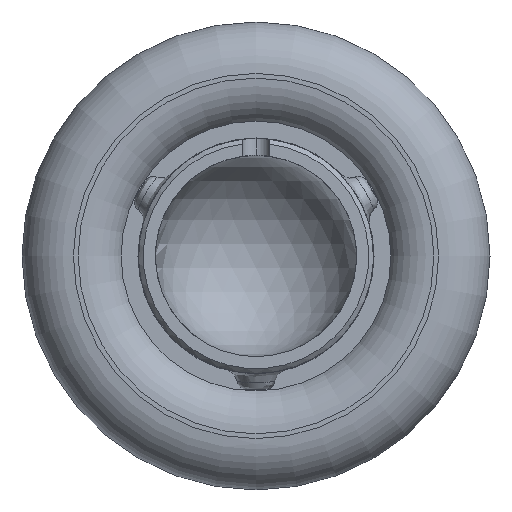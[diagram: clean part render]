
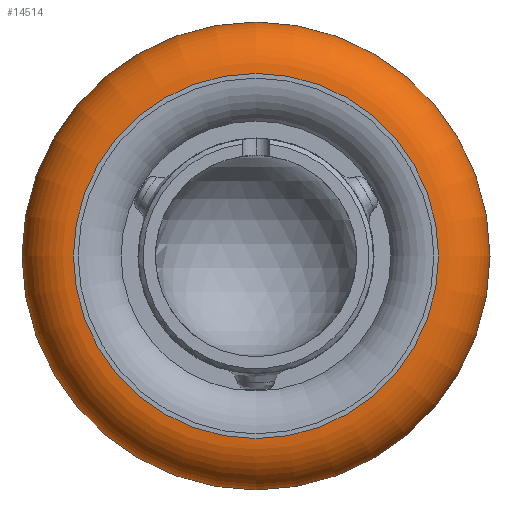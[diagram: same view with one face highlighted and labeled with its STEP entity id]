
A CAD part, front view. The second image highlights one B-rep face of the part: STEP entity #14514.
In plain terms, the highlighted toroidal (fillet/blend) face has major radius 19.5 mm and minor radius 5.5 mm.
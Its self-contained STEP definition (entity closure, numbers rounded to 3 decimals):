
#404 = VERTEX_POINT ( 'NONE', #9065 ) ;
#675 = EDGE_CURVE ( 'NONE', #14861, #14861, #14252, .T. ) ;
#1027 = DIRECTION ( 'NONE',  ( 0., -1., 0. ) ) ;
#1163 = ORIENTED_EDGE ( 'NONE', *, *, #675, .T. ) ;
#1235 = CIRCLE ( 'NONE', #5345, 19.5 ) ;
#2033 = CARTESIAN_POINT ( 'NONE',  ( 0., 37.5, 0. ) ) ;
#2100 = AXIS2_PLACEMENT_3D ( 'NONE', #9661, #3942, #13202 ) ;
#3929 = DIRECTION ( 'NONE',  ( 0., 0., -1. ) ) ;
#3942 = DIRECTION ( 'NONE',  ( 0., -1., 0. ) ) ;
#4408 = CARTESIAN_POINT ( 'NONE',  ( 0., 43., -19.5 ) ) ;
#5202 = FACE_OUTER_BOUND ( 'NONE', #11476, .T. ) ;
#5345 = AXIS2_PLACEMENT_3D ( 'NONE', #8483, #12021, #3929 ) ;
#7579 = ORIENTED_EDGE ( 'NONE', *, *, #12787, .F. ) ;
#8483 = CARTESIAN_POINT ( 'NONE',  ( 0., 32., 0. ) ) ;
#9065 = CARTESIAN_POINT ( 'NONE',  ( 0., 32., -19.5 ) ) ;
#9388 = FACE_OUTER_BOUND ( 'NONE', #13171, .T. ) ;
#9661 = CARTESIAN_POINT ( 'NONE',  ( 0., 43., 0. ) ) ;
#10244 = DIRECTION ( 'NONE',  ( 0., 0., -1. ) ) ;
#11001 = TOROIDAL_SURFACE ( 'NONE', #13033, 19.5, 5.5 ) ;
#11476 = EDGE_LOOP ( 'NONE', ( #7579 ) ) ;
#12021 = DIRECTION ( 'NONE',  ( 0., -1., 0. ) ) ;
#12787 = EDGE_CURVE ( 'NONE', #404, #404, #1235, .T. ) ;
#13033 = AXIS2_PLACEMENT_3D ( 'NONE', #2033, #1027, #10244 ) ;
#13171 = EDGE_LOOP ( 'NONE', ( #1163 ) ) ;
#13202 = DIRECTION ( 'NONE',  ( 0., 0., -1. ) ) ;
#14252 = CIRCLE ( 'NONE', #2100, 19.5 ) ;
#14514 = ADVANCED_FACE ( 'NONE', ( #9388, #5202 ), #11001, .T. ) ;
#14861 = VERTEX_POINT ( 'NONE', #4408 ) ;
